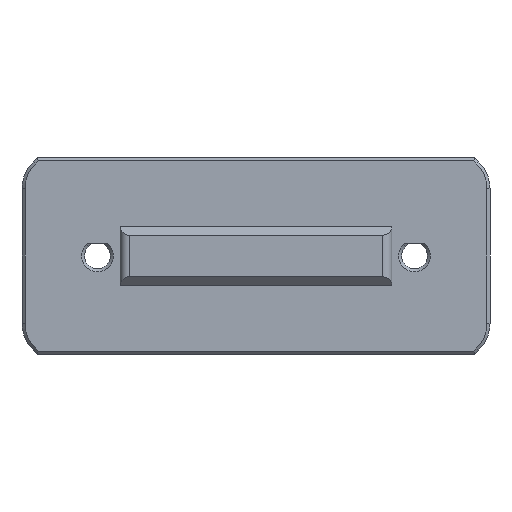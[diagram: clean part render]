
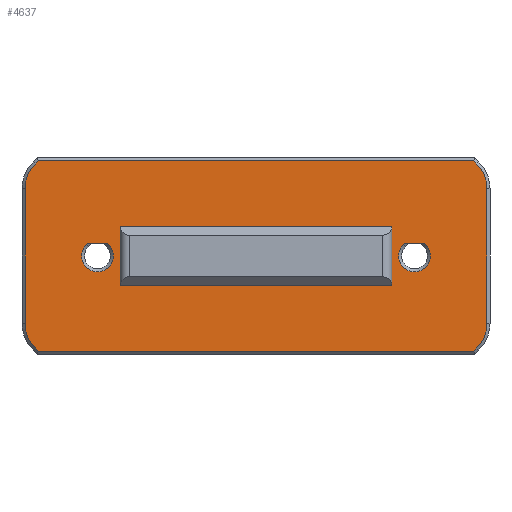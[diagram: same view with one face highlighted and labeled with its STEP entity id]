
A CAD part, left-side view. The second image highlights one B-rep face of the part: STEP entity #4637.
In plain terms, the highlighted planar face has unit normal (-1, 0, 0).
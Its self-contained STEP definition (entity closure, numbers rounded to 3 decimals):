
#226=FACE_BOUND('',#792,.T.);
#227=FACE_BOUND('',#793,.T.);
#228=FACE_BOUND('',#794,.T.);
#313=CIRCLE('',#4981,2.1);
#315=CIRCLE('',#4989,2.1);
#318=CIRCLE('',#4999,4.6);
#320=CIRCLE('',#5003,4.6);
#322=CIRCLE('',#5008,4.6);
#324=CIRCLE('',#5012,4.6);
#505=FACE_OUTER_BOUND('',#791,.T.);
#791=EDGE_LOOP('',(#3562,#3563,#3564,#3565,#3566,#3567,#3568,#3569,#3570,
#3571,#3572,#3573));
#792=EDGE_LOOP('',(#3574,#3575,#3576,#3577));
#793=EDGE_LOOP('',(#3578,#3579,#3580,#3581));
#794=EDGE_LOOP('',(#3582,#3583,#3584,#3585));
#1004=LINE('',#6452,#1460);
#1007=LINE('',#6458,#1463);
#1171=LINE('',#7225,#1627);
#1174=LINE('',#7236,#1630);
#1183=LINE('',#7253,#1639);
#1186=LINE('',#7264,#1642);
#1194=LINE('',#7280,#1650);
#1196=LINE('',#7284,#1652);
#1202=LINE('',#7299,#1658);
#1205=LINE('',#7308,#1661);
#1206=LINE('',#7311,#1662);
#1210=LINE('',#7323,#1666);
#1213=LINE('',#7331,#1669);
#1214=LINE('',#7332,#1670);
#1215=LINE('',#7335,#1671);
#1216=LINE('',#7337,#1672);
#1217=LINE('',#7339,#1673);
#1218=LINE('',#7340,#1674);
#1460=VECTOR('',#5252,10.);
#1463=VECTOR('',#5257,10.);
#1627=VECTOR('',#5693,10.);
#1630=VECTOR('',#5704,10.);
#1639=VECTOR('',#5721,10.);
#1642=VECTOR('',#5732,10.);
#1650=VECTOR('',#5748,10.);
#1652=VECTOR('',#5752,10.);
#1658=VECTOR('',#5766,10.);
#1661=VECTOR('',#5777,10.);
#1662=VECTOR('',#5780,10.);
#1666=VECTOR('',#5792,10.);
#1669=VECTOR('',#5803,10.);
#1670=VECTOR('',#5804,10.);
#1671=VECTOR('',#5805,10.);
#1672=VECTOR('',#5806,10.);
#1673=VECTOR('',#5807,10.);
#1674=VECTOR('',#5808,10.);
#1913=VERTEX_POINT('',#6445);
#1916=VERTEX_POINT('',#6450);
#1918=VERTEX_POINT('',#6456);
#2132=VERTEX_POINT('',#7218);
#2135=VERTEX_POINT('',#7223);
#2137=VERTEX_POINT('',#7228);
#2139=VERTEX_POINT('',#7234);
#2140=VERTEX_POINT('',#7246);
#2143=VERTEX_POINT('',#7251);
#2145=VERTEX_POINT('',#7256);
#2147=VERTEX_POINT('',#7262);
#2150=VERTEX_POINT('',#7277);
#2151=VERTEX_POINT('',#7279);
#2152=VERTEX_POINT('',#7283);
#2154=VERTEX_POINT('',#7289);
#2156=VERTEX_POINT('',#7295);
#2158=VERTEX_POINT('',#7301);
#2160=VERTEX_POINT('',#7310);
#2162=VERTEX_POINT('',#7316);
#2164=VERTEX_POINT('',#7322);
#2166=VERTEX_POINT('',#7333);
#2167=VERTEX_POINT('',#7334);
#2168=VERTEX_POINT('',#7336);
#2169=VERTEX_POINT('',#7338);
#2355=EDGE_CURVE('',#1916,#1913,#1004,.T.);
#2358=EDGE_CURVE('',#1918,#1916,#1007,.T.);
#2643=EDGE_CURVE('',#2135,#2132,#1171,.T.);
#2645=EDGE_CURVE('',#2137,#2135,#313,.T.);
#2648=EDGE_CURVE('',#2139,#2137,#1174,.T.);
#2657=EDGE_CURVE('',#2143,#2140,#1183,.T.);
#2659=EDGE_CURVE('',#2145,#2143,#315,.T.);
#2662=EDGE_CURVE('',#2147,#2145,#1186,.T.);
#2670=EDGE_CURVE('',#2150,#2151,#1194,.T.);
#2672=EDGE_CURVE('',#1913,#2152,#1196,.T.);
#2677=EDGE_CURVE('',#2152,#2154,#318,.T.);
#2680=EDGE_CURVE('',#2154,#2156,#1202,.T.);
#2683=EDGE_CURVE('',#2156,#2158,#320,.T.);
#2685=EDGE_CURVE('',#2158,#2150,#1205,.T.);
#2686=EDGE_CURVE('',#2151,#2160,#1206,.T.);
#2691=EDGE_CURVE('',#2160,#2162,#322,.T.);
#2692=EDGE_CURVE('',#2162,#2164,#1210,.T.);
#2696=EDGE_CURVE('',#2164,#1918,#324,.T.);
#2697=EDGE_CURVE('',#2139,#2132,#1213,.T.);
#2698=EDGE_CURVE('',#2147,#2140,#1214,.T.);
#2699=EDGE_CURVE('',#2166,#2167,#1215,.T.);
#2700=EDGE_CURVE('',#2167,#2168,#1216,.T.);
#2701=EDGE_CURVE('',#2168,#2169,#1217,.T.);
#2702=EDGE_CURVE('',#2169,#2166,#1218,.T.);
#3562=ORIENTED_EDGE('',*,*,#2355,.F.);
#3563=ORIENTED_EDGE('',*,*,#2358,.F.);
#3564=ORIENTED_EDGE('',*,*,#2696,.F.);
#3565=ORIENTED_EDGE('',*,*,#2692,.F.);
#3566=ORIENTED_EDGE('',*,*,#2691,.F.);
#3567=ORIENTED_EDGE('',*,*,#2686,.F.);
#3568=ORIENTED_EDGE('',*,*,#2670,.F.);
#3569=ORIENTED_EDGE('',*,*,#2685,.F.);
#3570=ORIENTED_EDGE('',*,*,#2683,.F.);
#3571=ORIENTED_EDGE('',*,*,#2680,.F.);
#3572=ORIENTED_EDGE('',*,*,#2677,.F.);
#3573=ORIENTED_EDGE('',*,*,#2672,.F.);
#3574=ORIENTED_EDGE('',*,*,#2697,.T.);
#3575=ORIENTED_EDGE('',*,*,#2643,.F.);
#3576=ORIENTED_EDGE('',*,*,#2645,.F.);
#3577=ORIENTED_EDGE('',*,*,#2648,.F.);
#3578=ORIENTED_EDGE('',*,*,#2698,.T.);
#3579=ORIENTED_EDGE('',*,*,#2657,.F.);
#3580=ORIENTED_EDGE('',*,*,#2659,.F.);
#3581=ORIENTED_EDGE('',*,*,#2662,.F.);
#3582=ORIENTED_EDGE('',*,*,#2699,.T.);
#3583=ORIENTED_EDGE('',*,*,#2700,.T.);
#3584=ORIENTED_EDGE('',*,*,#2701,.T.);
#3585=ORIENTED_EDGE('',*,*,#2702,.T.);
#4450=PLANE('',#5013);
#4637=ADVANCED_FACE('',(#505,#226,#227,#228),#4450,.T.);
#4981=AXIS2_PLACEMENT_3D('',#7230,#5697,#5698);
#4989=AXIS2_PLACEMENT_3D('',#7258,#5725,#5726);
#4999=AXIS2_PLACEMENT_3D('',#7293,#5760,#5761);
#5003=AXIS2_PLACEMENT_3D('',#7305,#5772,#5773);
#5008=AXIS2_PLACEMENT_3D('',#7320,#5788,#5789);
#5012=AXIS2_PLACEMENT_3D('',#7329,#5799,#5800);
#5013=AXIS2_PLACEMENT_3D('',#7330,#5801,#5802);
#5252=DIRECTION('',(0.,1.,0.));
#5257=DIRECTION('',(0.,0.707,-0.707));
#5693=DIRECTION('',(0.,0.707,0.707));
#5697=DIRECTION('center_axis',(-1.,0.,0.));
#5698=DIRECTION('ref_axis',(0.,1.,0.));
#5704=DIRECTION('',(0.,0.707,-0.707));
#5721=DIRECTION('',(0.,0.707,0.707));
#5725=DIRECTION('center_axis',(-1.,0.,0.));
#5726=DIRECTION('ref_axis',(0.,1.,0.));
#5732=DIRECTION('',(0.,0.707,-0.707));
#5748=DIRECTION('',(0.,-1.,0.));
#5752=DIRECTION('',(0.,0.707,0.707));
#5760=DIRECTION('center_axis',(1.,0.,0.));
#5761=DIRECTION('ref_axis',(0.,0.924,-0.383));
#5766=DIRECTION('',(0.,0.,1.));
#5772=DIRECTION('center_axis',(1.,0.,0.));
#5773=DIRECTION('ref_axis',(0.,0.924,0.383));
#5777=DIRECTION('',(0.,-0.707,0.707));
#5780=DIRECTION('',(0.,-0.707,-0.707));
#5788=DIRECTION('center_axis',(1.,0.,0.));
#5789=DIRECTION('ref_axis',(0.,-0.924,0.383));
#5792=DIRECTION('',(0.,0.,-1.));
#5799=DIRECTION('center_axis',(1.,0.,0.));
#5800=DIRECTION('ref_axis',(0.,-0.924,-0.383));
#5801=DIRECTION('center_axis',(-1.,0.,0.));
#5802=DIRECTION('ref_axis',(0.,-1.,0.));
#5803=DIRECTION('',(0.,-1.,0.));
#5804=DIRECTION('',(0.,-1.,0.));
#5805=DIRECTION('',(0.,0.,1.));
#5806=DIRECTION('',(0.,-1.,0.));
#5807=DIRECTION('',(0.,0.,-1.));
#5808=DIRECTION('',(0.,1.,0.));
#6445=CARTESIAN_POINT('',(-15.5,37.334,0.4));
#6450=CARTESIAN_POINT('',(-15.5,-20.334,0.4));
#6452=CARTESIAN_POINT('',(-15.5,24.,0.4));
#6456=CARTESIAN_POINT('',(-15.5,-20.753,0.818));
#6458=CARTESIAN_POINT('',(-15.5,-5.717,-14.217));
#7218=CARTESIAN_POINT('',(-15.5,-13.77,14.7));
#7223=CARTESIAN_POINT('',(-15.5,-13.985,14.485));
#7225=CARTESIAN_POINT('',(-15.5,-4.235,24.235));
#7228=CARTESIAN_POINT('',(-15.5,-11.015,14.485));
#7230=CARTESIAN_POINT('Origin',(-15.5,-12.5,13.));
#7234=CARTESIAN_POINT('',(-15.5,-11.23,14.7));
#7236=CARTESIAN_POINT('',(-15.5,4.986,-1.516));
#7246=CARTESIAN_POINT('',(-15.5,28.23,14.7));
#7251=CARTESIAN_POINT('',(-15.5,28.015,14.485));
#7253=CARTESIAN_POINT('',(-15.5,27.265,13.735));
#7256=CARTESIAN_POINT('',(-15.5,30.985,14.485));
#7258=CARTESIAN_POINT('Origin',(-15.5,29.5,13.));
#7262=CARTESIAN_POINT('',(-15.5,30.77,14.7));
#7264=CARTESIAN_POINT('',(-15.5,36.486,8.984));
#7277=CARTESIAN_POINT('',(-15.5,37.334,25.6));
#7279=CARTESIAN_POINT('',(-15.5,-20.334,25.6));
#7280=CARTESIAN_POINT('',(-15.5,24.,25.6));
#7283=CARTESIAN_POINT('',(-15.5,37.753,0.818));
#7284=CARTESIAN_POINT('',(-15.5,38.217,1.283));
#7289=CARTESIAN_POINT('',(-15.5,39.1,4.071));
#7293=CARTESIAN_POINT('Origin',(-15.5,34.5,4.071));
#7295=CARTESIAN_POINT('',(-15.5,39.1,21.929));
#7299=CARTESIAN_POINT('',(-15.5,39.1,0.));
#7301=CARTESIAN_POINT('',(-15.5,37.753,25.182));
#7305=CARTESIAN_POINT('Origin',(-15.5,34.5,21.929));
#7308=CARTESIAN_POINT('',(-15.5,44.717,18.217));
#7310=CARTESIAN_POINT('',(-15.5,-20.753,25.182));
#7311=CARTESIAN_POINT('',(-15.5,-12.217,33.717));
#7316=CARTESIAN_POINT('',(-15.5,-22.1,21.929));
#7320=CARTESIAN_POINT('Origin',(-15.5,-17.5,21.929));
#7322=CARTESIAN_POINT('',(-15.5,-22.1,4.071));
#7323=CARTESIAN_POINT('',(-15.5,-22.1,0.));
#7329=CARTESIAN_POINT('Origin',(-15.5,-17.5,4.071));
#7330=CARTESIAN_POINT('Origin',(-15.5,39.5,0.));
#7331=CARTESIAN_POINT('',(-15.5,13.148,14.7));
#7332=CARTESIAN_POINT('',(-15.5,34.148,14.7));
#7333=CARTESIAN_POINT('',(-15.5,26.5,9.05));
#7334=CARTESIAN_POINT('',(-15.5,26.5,16.95));
#7335=CARTESIAN_POINT('',(-15.5,26.5,4.525));
#7336=CARTESIAN_POINT('',(-15.5,-9.5,16.95));
#7337=CARTESIAN_POINT('',(-15.5,24.,16.95));
#7338=CARTESIAN_POINT('',(-15.5,-9.5,9.05));
#7339=CARTESIAN_POINT('',(-15.5,-9.5,4.525));
#7340=CARTESIAN_POINT('',(-15.5,24.,9.05));
